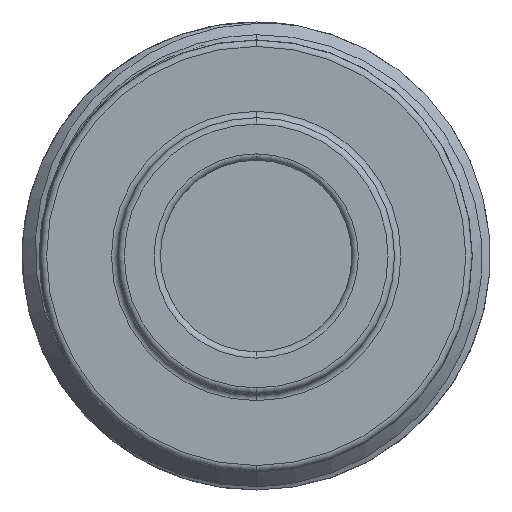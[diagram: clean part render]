
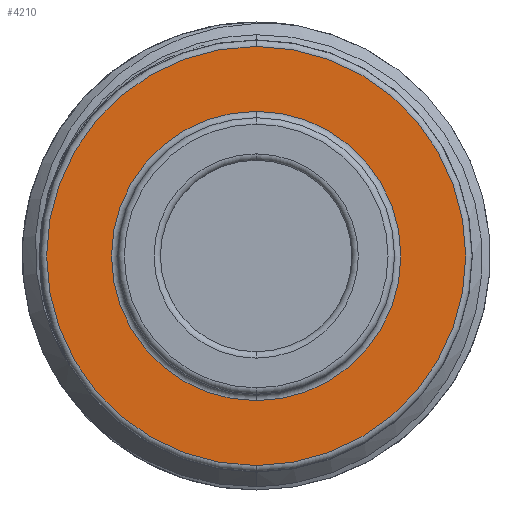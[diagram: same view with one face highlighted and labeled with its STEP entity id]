
A CAD part, front view. The second image highlights one B-rep face of the part: STEP entity #4210.
In plain terms, the highlighted planar face has unit normal (0, -1, 0).
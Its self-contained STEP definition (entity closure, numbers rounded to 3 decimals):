
#380 = DIRECTION ( 'NONE',  ( 0., 1., 0. ) ) ;
#387 = CARTESIAN_POINT ( 'NONE',  ( 0., -41.2, 9.85 ) ) ;
#397 = DIRECTION ( 'NONE',  ( 0., -1., 0. ) ) ;
#847 = EDGE_LOOP ( 'NONE', ( #1064, #6713 ) ) ;
#1064 = ORIENTED_EDGE ( 'NONE', *, *, #7416, .T. ) ;
#1162 = EDGE_CURVE ( 'NONE', #5945, #3874, #4849, .T. ) ;
#1260 = DIRECTION ( 'NONE',  ( 0., 0., -1. ) ) ;
#1365 = CARTESIAN_POINT ( 'NONE',  ( 0., -41.2, -6.8 ) ) ;
#1914 = CIRCLE ( 'NONE', #6431, 6.8 ) ;
#1928 = FACE_BOUND ( 'NONE', #3419, .T. ) ;
#2294 = CIRCLE ( 'NONE', #4631, 9.85 ) ;
#3035 = CARTESIAN_POINT ( 'NONE',  ( 0., -41.2, 0. ) ) ;
#3419 = EDGE_LOOP ( 'NONE', ( #7514, #6510 ) ) ;
#3616 = AXIS2_PLACEMENT_3D ( 'NONE', #3865, #3840, #3832 ) ;
#3635 = VERTEX_POINT ( 'NONE', #387 ) ;
#3641 = DIRECTION ( 'NONE',  ( 0., 0., -1. ) ) ;
#3832 = DIRECTION ( 'NONE',  ( 0., 0., -1. ) ) ;
#3840 = DIRECTION ( 'NONE',  ( 0., 1., 0. ) ) ;
#3865 = CARTESIAN_POINT ( 'NONE',  ( 0., -41.2, 0. ) ) ;
#3874 = VERTEX_POINT ( 'NONE', #4884 ) ;
#4114 = CARTESIAN_POINT ( 'NONE',  ( 0., -41.2, 0. ) ) ;
#4130 = CARTESIAN_POINT ( 'NONE',  ( 0., -41.2, 0. ) ) ;
#4210 = ADVANCED_FACE ( 'NONE', ( #1928, #6913 ), #7483, .T. ) ;
#4348 = CARTESIAN_POINT ( 'NONE',  ( 0., -41.2, 0. ) ) ;
#4631 = AXIS2_PLACEMENT_3D ( 'NONE', #4130, #397, #4754 ) ;
#4736 = DIRECTION ( 'NONE',  ( 0., 0., -1. ) ) ;
#4754 = DIRECTION ( 'NONE',  ( 0., 0., -1. ) ) ;
#4849 = CIRCLE ( 'NONE', #3616, 6.8 ) ;
#4884 = CARTESIAN_POINT ( 'NONE',  ( 0., -41.2, 6.8 ) ) ;
#4921 = EDGE_CURVE ( 'NONE', #3874, #5945, #1914, .T. ) ;
#4969 = DIRECTION ( 'NONE',  ( 0., -1., 0. ) ) ;
#5130 = CARTESIAN_POINT ( 'NONE',  ( 0., -41.2, -9.85 ) ) ;
#5906 = AXIS2_PLACEMENT_3D ( 'NONE', #3035, #7398, #3641 ) ;
#5945 = VERTEX_POINT ( 'NONE', #1365 ) ;
#6206 = VERTEX_POINT ( 'NONE', #5130 ) ;
#6431 = AXIS2_PLACEMENT_3D ( 'NONE', #4114, #380, #4736 ) ;
#6510 = ORIENTED_EDGE ( 'NONE', *, *, #4921, .T. ) ;
#6713 = ORIENTED_EDGE ( 'NONE', *, *, #7876, .T. ) ;
#6913 = FACE_OUTER_BOUND ( 'NONE', #847, .T. ) ;
#7398 = DIRECTION ( 'NONE',  ( 0., -1., 0. ) ) ;
#7416 = EDGE_CURVE ( 'NONE', #6206, #3635, #7774, .T. ) ;
#7483 = PLANE ( 'NONE',  #7594 ) ;
#7514 = ORIENTED_EDGE ( 'NONE', *, *, #1162, .T. ) ;
#7594 = AXIS2_PLACEMENT_3D ( 'NONE', #4348, #4969, #1260 ) ;
#7774 = CIRCLE ( 'NONE', #5906, 9.85 ) ;
#7876 = EDGE_CURVE ( 'NONE', #3635, #6206, #2294, .T. ) ;
